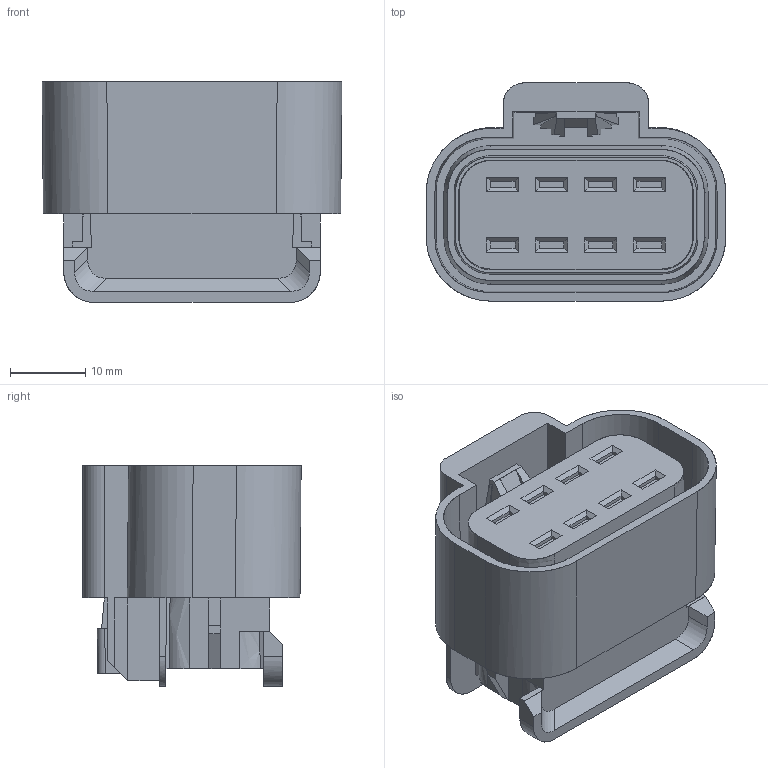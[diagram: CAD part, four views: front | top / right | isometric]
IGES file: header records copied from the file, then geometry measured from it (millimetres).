
Global section: file name: 13538370.igs; native system: NX V5.0; preprocessor: UGS NX IGES V5.0; date: 20100629.182852; units: millimetre
Bounding box: 39.86 x 29.03 x 29.36 mm (x, y, z)
Surface area: 9454.2 mm2 (no closed solid volume)
Topology: 0 solids, 0 shells, 295 faces, 2182 edges, 2215 vertices
Faces by surface type: extrusion 249, revolution 46
